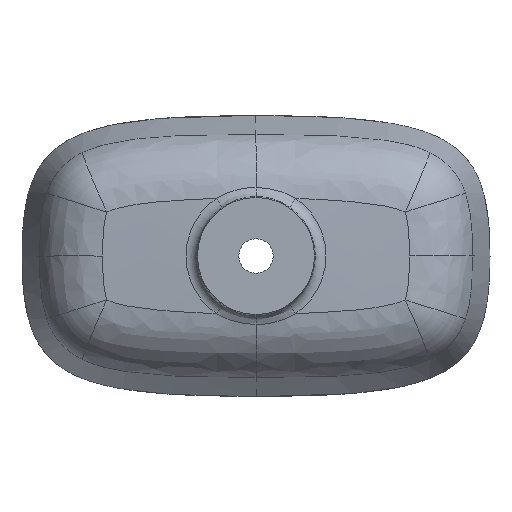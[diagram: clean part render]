
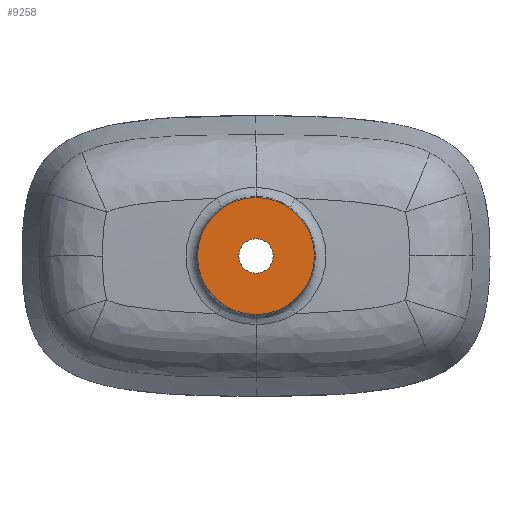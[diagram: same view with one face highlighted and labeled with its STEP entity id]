
A CAD part, front view. The second image highlights one B-rep face of the part: STEP entity #9258.
In plain terms, the highlighted planar face has unit normal (0, -1, 0).
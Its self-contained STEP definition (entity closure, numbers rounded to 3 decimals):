
#177 = EDGE_LOOP ( 'NONE', ( #19303, #23325 ) ) ;
#753 = EDGE_CURVE ( 'NONE', #3560, #12972, #22402, .T. ) ;
#1520 = EDGE_CURVE ( 'NONE', #12972, #3560, #12798, .T. ) ;
#1735 = ORIENTED_EDGE ( 'NONE', *, *, #753, .T. ) ;
#2229 = CIRCLE ( 'NONE', #18760, 75. ) ;
#3560 = VERTEX_POINT ( 'NONE', #4975 ) ;
#4717 = VERTEX_POINT ( 'NONE', #25570 ) ;
#4975 = CARTESIAN_POINT ( 'NONE',  ( 22., -152., 0. ) ) ;
#6729 = DIRECTION ( 'NONE',  ( 0., 0., -1. ) ) ;
#6806 = AXIS2_PLACEMENT_3D ( 'NONE', #18087, #22523, #18508 ) ;
#7145 = EDGE_CURVE ( 'NONE', #4717, #12568, #2229, .T. ) ;
#9258 = ADVANCED_FACE ( 'NONE', ( #22766, #18605 ), #25199, .T. ) ;
#9704 = DIRECTION ( 'NONE',  ( 0., 0., -1. ) ) ;
#11061 = DIRECTION ( 'NONE',  ( 0., -1., 0. ) ) ;
#11908 = CIRCLE ( 'NONE', #12374, 75. ) ;
#12146 = DIRECTION ( 'NONE',  ( 0., 0., -1. ) ) ;
#12252 = DIRECTION ( 'NONE',  ( -1., 0., 0. ) ) ;
#12374 = AXIS2_PLACEMENT_3D ( 'NONE', #13631, #11061, #6729 ) ;
#12568 = VERTEX_POINT ( 'NONE', #20474 ) ;
#12798 = CIRCLE ( 'NONE', #6806, 22. ) ;
#12972 = VERTEX_POINT ( 'NONE', #15346 ) ;
#13631 = CARTESIAN_POINT ( 'NONE',  ( 0., -152., 0. ) ) ;
#14302 = DIRECTION ( 'NONE',  ( 0., -1., 0. ) ) ;
#15346 = CARTESIAN_POINT ( 'NONE',  ( -22., -152., 0. ) ) ;
#15408 = EDGE_LOOP ( 'NONE', ( #23465, #1735 ) ) ;
#16138 = CARTESIAN_POINT ( 'NONE',  ( 0., -152., 0. ) ) ;
#16906 = AXIS2_PLACEMENT_3D ( 'NONE', #16138, #18290, #12252 ) ;
#18087 = CARTESIAN_POINT ( 'NONE',  ( 0., -152., 0. ) ) ;
#18290 = DIRECTION ( 'NONE',  ( 0., 1., 0. ) ) ;
#18508 = DIRECTION ( 'NONE',  ( -1., 0., 0. ) ) ;
#18605 = FACE_BOUND ( 'NONE', #15408, .T. ) ;
#18760 = AXIS2_PLACEMENT_3D ( 'NONE', #25945, #19634, #9704 ) ;
#19303 = ORIENTED_EDGE ( 'NONE', *, *, #7145, .T. ) ;
#19634 = DIRECTION ( 'NONE',  ( 0., -1., 0. ) ) ;
#20474 = CARTESIAN_POINT ( 'NONE',  ( 0., -152., 75. ) ) ;
#21546 = EDGE_CURVE ( 'NONE', #12568, #4717, #11908, .T. ) ;
#22402 = CIRCLE ( 'NONE', #16906, 22. ) ;
#22523 = DIRECTION ( 'NONE',  ( 0., 1., 0. ) ) ;
#22766 = FACE_OUTER_BOUND ( 'NONE', #177, .T. ) ;
#23325 = ORIENTED_EDGE ( 'NONE', *, *, #21546, .T. ) ;
#23465 = ORIENTED_EDGE ( 'NONE', *, *, #1520, .T. ) ;
#25199 = PLANE ( 'NONE',  #26558 ) ;
#25570 = CARTESIAN_POINT ( 'NONE',  ( 0., -152., -75. ) ) ;
#25945 = CARTESIAN_POINT ( 'NONE',  ( 0., -152., 0. ) ) ;
#26558 = AXIS2_PLACEMENT_3D ( 'NONE', #27361, #14302, #12146 ) ;
#27361 = CARTESIAN_POINT ( 'NONE',  ( 0., -152., 0. ) ) ;
